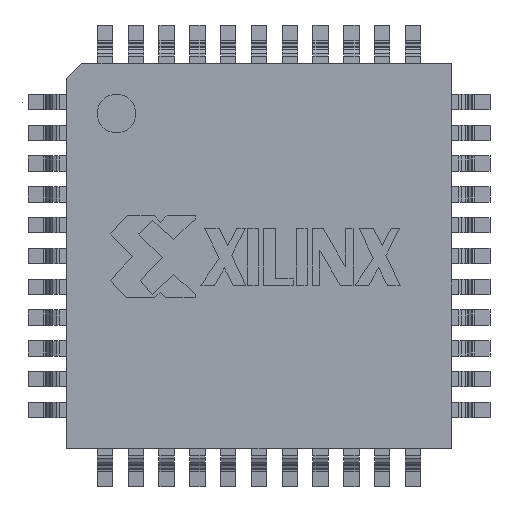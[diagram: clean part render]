
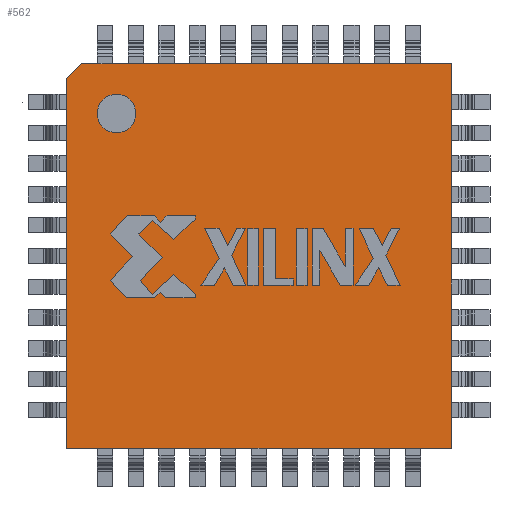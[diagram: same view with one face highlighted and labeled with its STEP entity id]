
A CAD part, top view. The second image highlights one B-rep face of the part: STEP entity #562.
In plain terms, the highlighted planar face has unit normal (0, 0, 1).
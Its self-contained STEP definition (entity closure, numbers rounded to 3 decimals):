
#402 = ORIENTED_EDGE ( 'NONE', *, *, #403, .F. ) ;
#403 = EDGE_CURVE ( 'NONE', #404, #570, #1906, .T. ) ;
#404 = VERTEX_POINT ( 'NONE', #1902 ) ;
#405 = ORIENTED_EDGE ( 'NONE', *, *, #406, .F. ) ;
#406 = EDGE_CURVE ( 'NONE', #407, #404, #1901, .T. ) ;
#407 = VERTEX_POINT ( 'NONE', #1897 ) ;
#408 = ORIENTED_EDGE ( 'NONE', *, *, #409, .F. ) ;
#409 = EDGE_CURVE ( 'NONE', #567, #407, #1896, .T. ) ;
#562 = ADVANCED_FACE ( 'NONE', ( #2229 ), #2228, .T. ) ;
#563 = EDGE_LOOP ( 'NONE', ( #564, #568, #402, #405, #408 ) ) ;
#564 = ORIENTED_EDGE ( 'NONE', *, *, #565, .F. ) ;
#565 = EDGE_CURVE ( 'NONE', #566, #567, #2282, .T. ) ;
#566 = VERTEX_POINT ( 'NONE', #2372 ) ;
#567 = VERTEX_POINT ( 'NONE', #2371 ) ;
#568 = ORIENTED_EDGE ( 'NONE', *, *, #569, .T. ) ;
#569 = EDGE_CURVE ( 'NONE', #566, #570, #2370, .T. ) ;
#570 = VERTEX_POINT ( 'NONE', #2443 ) ;
#1544 = DIRECTION ( 'NONE',  ( 1., 0., 0. ) ) ;
#1893 = DIRECTION ( 'NONE',  ( 0., -1., 0. ) ) ;
#1894 = VECTOR ( 'NONE', #1893, 1000. ) ;
#1895 = CARTESIAN_POINT ( 'NONE',  ( 5., 5., 1.1 ) ) ;
#1896 = LINE ( 'NONE', #1895, #1894 ) ;
#1897 = CARTESIAN_POINT ( 'NONE',  ( 5., -5., 1.1 ) ) ;
#1898 = DIRECTION ( 'NONE',  ( -1., 0., 0. ) ) ;
#1899 = VECTOR ( 'NONE', #1898, 1000. ) ;
#1900 = CARTESIAN_POINT ( 'NONE',  ( 5., -5., 1.1 ) ) ;
#1901 = LINE ( 'NONE', #1900, #1899 ) ;
#1902 = CARTESIAN_POINT ( 'NONE',  ( -5., -5., 1.1 ) ) ;
#1903 = DIRECTION ( 'NONE',  ( 0., 1., 0. ) ) ;
#1904 = VECTOR ( 'NONE', #1903, 1000. ) ;
#1905 = CARTESIAN_POINT ( 'NONE',  ( -5., -5., 1.1 ) ) ;
#1906 = LINE ( 'NONE', #1905, #1904 ) ;
#2224 = DIRECTION ( 'NONE',  ( 0., 0., 1. ) ) ;
#2225 = CARTESIAN_POINT ( 'NONE',  ( -5., 4.6, 1.1 ) ) ;
#2226 = AXIS2_PLACEMENT_3D ( 'NONE', #2225, #2224, #1544 ) ;
#2228 = PLANE ( 'NONE',  #2226 ) ;
#2229 = FACE_OUTER_BOUND ( 'NONE', #563, .T. ) ;
#2282 = LINE ( 'NONE', #2375, #2374 ) ;
#2370 = LINE ( 'NONE', #2446, #2445 ) ;
#2371 = CARTESIAN_POINT ( 'NONE',  ( 5., 5., 1.1 ) ) ;
#2372 = CARTESIAN_POINT ( 'NONE',  ( -4.6, 5., 1.1 ) ) ;
#2373 = DIRECTION ( 'NONE',  ( 1., 0., 0. ) ) ;
#2374 = VECTOR ( 'NONE', #2373, 1000. ) ;
#2375 = CARTESIAN_POINT ( 'NONE',  ( -4.6, 5., 1.1 ) ) ;
#2443 = CARTESIAN_POINT ( 'NONE',  ( -5., 4.6, 1.1 ) ) ;
#2444 = DIRECTION ( 'NONE',  ( -0.707, -0.707, 0. ) ) ;
#2445 = VECTOR ( 'NONE', #2444, 1000. ) ;
#2446 = CARTESIAN_POINT ( 'NONE',  ( -4.6, 5., 1.1 ) ) ;
